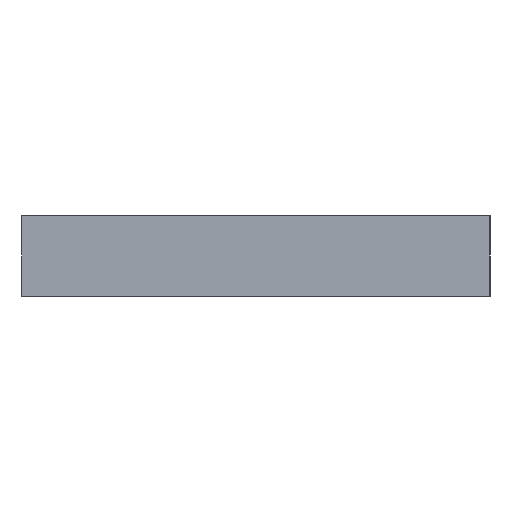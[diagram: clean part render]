
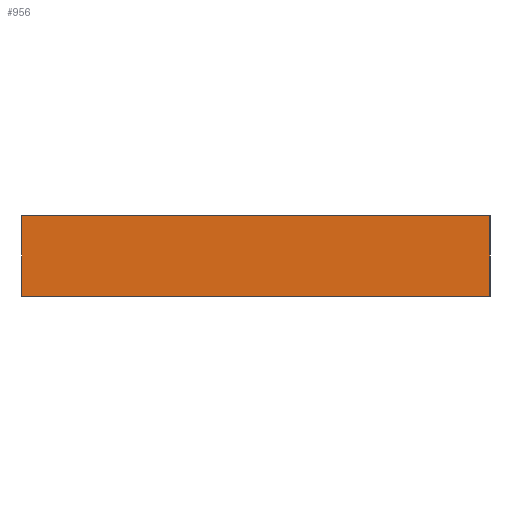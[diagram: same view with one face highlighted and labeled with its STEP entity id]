
A CAD part, left-side view. The second image highlights one B-rep face of the part: STEP entity #956.
In plain terms, the highlighted planar face has unit normal (-1, 0, 0).
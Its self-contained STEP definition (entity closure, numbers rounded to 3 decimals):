
#29 = EDGE_CURVE ( 'NONE', #1009, #918, #692, .T. ) ;
#33 = EDGE_CURVE ( 'NONE', #1009, #799, #912, .T. ) ;
#84 = LINE ( 'NONE', #455, #304 ) ;
#113 = CARTESIAN_POINT ( 'NONE',  ( -50., -35., 12. ) ) ;
#124 = CARTESIAN_POINT ( 'NONE',  ( -50., -35., 0. ) ) ;
#155 = EDGE_CURVE ( 'NONE', #918, #999, #942, .T. ) ;
#183 = EDGE_CURVE ( 'NONE', #799, #999, #84, .T. ) ;
#184 = DIRECTION ( 'NONE',  ( 0., 0., -1. ) ) ;
#207 = DIRECTION ( 'NONE',  ( 0., 0., -1. ) ) ;
#225 = EDGE_LOOP ( 'NONE', ( #605, #1010, #614, #661 ) ) ;
#252 = AXIS2_PLACEMENT_3D ( 'NONE', #354, #658, #207 ) ;
#304 = VECTOR ( 'NONE', #826, 1000. ) ;
#323 = VECTOR ( 'NONE', #184, 1000. ) ;
#354 = CARTESIAN_POINT ( 'NONE',  ( -50., -35., 12. ) ) ;
#455 = CARTESIAN_POINT ( 'NONE',  ( -50., -35., 0. ) ) ;
#492 = VECTOR ( 'NONE', #1007, 1000. ) ;
#498 = CARTESIAN_POINT ( 'NONE',  ( -50., -35., 12. ) ) ;
#524 = VECTOR ( 'NONE', #940, 1000. ) ;
#547 = FACE_OUTER_BOUND ( 'NONE', #225, .T. ) ;
#584 = PLANE ( 'NONE',  #252 ) ;
#605 = ORIENTED_EDGE ( 'NONE', *, *, #183, .T. ) ;
#614 = ORIENTED_EDGE ( 'NONE', *, *, #29, .F. ) ;
#634 = CARTESIAN_POINT ( 'NONE',  ( -50., 35., 0. ) ) ;
#658 = DIRECTION ( 'NONE',  ( 1., 0., 0. ) ) ;
#661 = ORIENTED_EDGE ( 'NONE', *, *, #33, .T. ) ;
#692 = LINE ( 'NONE', #1019, #492 ) ;
#761 = CARTESIAN_POINT ( 'NONE',  ( -50., 35., 12. ) ) ;
#799 = VERTEX_POINT ( 'NONE', #634 ) ;
#826 = DIRECTION ( 'NONE',  ( 0., -1., 0. ) ) ;
#912 = LINE ( 'NONE', #761, #524 ) ;
#918 = VERTEX_POINT ( 'NONE', #113 ) ;
#940 = DIRECTION ( 'NONE',  ( 0., 0., -1. ) ) ;
#942 = LINE ( 'NONE', #498, #323 ) ;
#956 = ADVANCED_FACE ( 'NONE', ( #547 ), #584, .F. ) ;
#981 = CARTESIAN_POINT ( 'NONE',  ( -50., 35., 12. ) ) ;
#999 = VERTEX_POINT ( 'NONE', #124 ) ;
#1007 = DIRECTION ( 'NONE',  ( 0., -1., 0. ) ) ;
#1009 = VERTEX_POINT ( 'NONE', #981 ) ;
#1010 = ORIENTED_EDGE ( 'NONE', *, *, #155, .F. ) ;
#1019 = CARTESIAN_POINT ( 'NONE',  ( -50., -35., 12. ) ) ;
